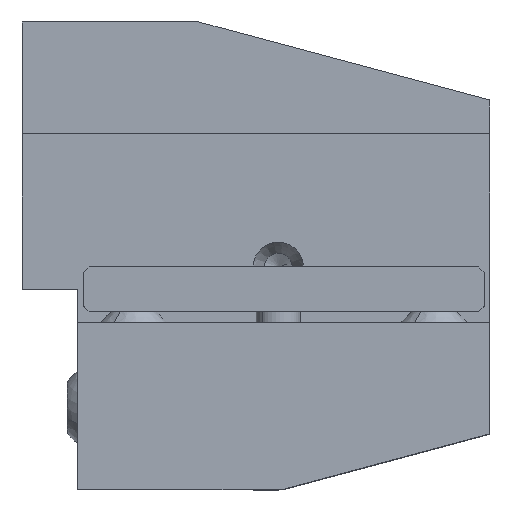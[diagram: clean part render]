
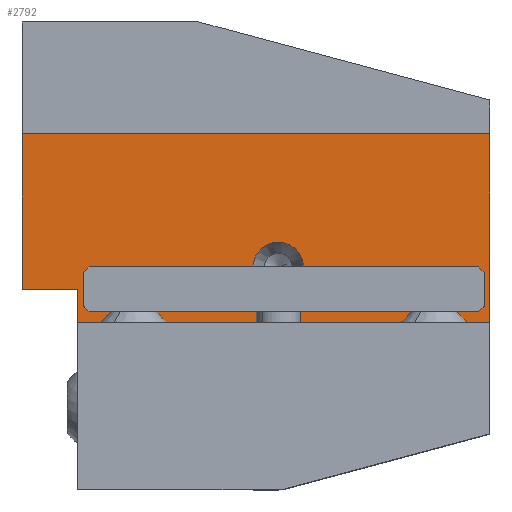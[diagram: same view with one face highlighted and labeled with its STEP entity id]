
A CAD part, top view. The second image highlights one B-rep face of the part: STEP entity #2792.
In plain terms, the highlighted planar face has unit normal (0, 0, 1).
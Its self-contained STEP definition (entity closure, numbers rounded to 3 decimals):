
#237 = DIRECTION ( 'NONE',  ( 0., 0., -1. ) ) ;
#294 = DIRECTION ( 'NONE',  ( 0., -1., 0. ) ) ;
#390 = VERTEX_POINT ( 'NONE', #5539 ) ;
#393 = EDGE_CURVE ( 'NONE', #506, #1578, #5560, .T. ) ;
#506 = VERTEX_POINT ( 'NONE', #1626 ) ;
#606 = CARTESIAN_POINT ( 'NONE',  ( -38.049, -8.271, 44.462 ) ) ;
#663 = DIRECTION ( 'NONE',  ( 0., 0., -1. ) ) ;
#684 = DIRECTION ( 'NONE',  ( -1., 0., 0. ) ) ;
#738 = VERTEX_POINT ( 'NONE', #3667 ) ;
#781 = ORIENTED_EDGE ( 'NONE', *, *, #1555, .T. ) ;
#847 = CARTESIAN_POINT ( 'NONE',  ( -35.799, -8.271, 44.462 ) ) ;
#938 = EDGE_CURVE ( 'NONE', #738, #1848, #1075, .T. ) ;
#973 = FACE_OUTER_BOUND ( 'NONE', #7004, .T. ) ;
#1075 = LINE ( 'NONE', #2556, #7181 ) ;
#1083 = CARTESIAN_POINT ( 'NONE',  ( -56.049, -10.271, 44.462 ) ) ;
#1334 = EDGE_CURVE ( 'NONE', #738, #5817, #6702, .T. ) ;
#1457 = ORIENTED_EDGE ( 'NONE', *, *, #1334, .F. ) ;
#1555 = EDGE_CURVE ( 'NONE', #1578, #506, #4097, .T. ) ;
#1559 = LINE ( 'NONE', #5165, #7487 ) ;
#1567 = ORIENTED_EDGE ( 'NONE', *, *, #4895, .T. ) ;
#1578 = VERTEX_POINT ( 'NONE', #847 ) ;
#1626 = CARTESIAN_POINT ( 'NONE',  ( -40.299, -8.271, 44.462 ) ) ;
#1700 = CARTESIAN_POINT ( 'NONE',  ( -19.049, -10.271, 44.462 ) ) ;
#1772 = EDGE_LOOP ( 'NONE', ( #5845, #781 ) ) ;
#1848 = VERTEX_POINT ( 'NONE', #4574 ) ;
#2076 = EDGE_CURVE ( 'NONE', #5669, #6980, #7341, .T. ) ;
#2344 = CARTESIAN_POINT ( 'NONE',  ( -38.049, -8.271, 44.462 ) ) ;
#2452 = AXIS2_PLACEMENT_3D ( 'NONE', #3108, #3416, #3461 ) ;
#2455 = DIRECTION ( 'NONE',  ( -1., 0., 0. ) ) ;
#2556 = CARTESIAN_POINT ( 'NONE',  ( -19.049, 3.801, 44.462 ) ) ;
#2613 = DIRECTION ( 'NONE',  ( -1., 0., 0. ) ) ;
#2792 = ADVANCED_FACE ( 'NONE', ( #4002, #973 ), #2837, .F. ) ;
#2807 = VECTOR ( 'NONE', #5483, 1000. ) ;
#2815 = ORIENTED_EDGE ( 'NONE', *, *, #938, .T. ) ;
#2837 = PLANE ( 'NONE',  #2452 ) ;
#2949 = DIRECTION ( 'NONE',  ( -1., 0., 0. ) ) ;
#3108 = CARTESIAN_POINT ( 'NONE',  ( -19.049, 3.801, 44.462 ) ) ;
#3179 = LINE ( 'NONE', #4941, #6103 ) ;
#3416 = DIRECTION ( 'NONE',  ( 0., 0., -1. ) ) ;
#3461 = DIRECTION ( 'NONE',  ( -1., 0., 0. ) ) ;
#3667 = CARTESIAN_POINT ( 'NONE',  ( -19.049, 3.801, 44.462 ) ) ;
#3817 = VECTOR ( 'NONE', #294, 1000. ) ;
#4002 = FACE_BOUND ( 'NONE', #1772, .T. ) ;
#4008 = ORIENTED_EDGE ( 'NONE', *, *, #6129, .F. ) ;
#4059 = ORIENTED_EDGE ( 'NONE', *, *, #2076, .F. ) ;
#4097 = CIRCLE ( 'NONE', #4391, 2.25 ) ;
#4391 = AXIS2_PLACEMENT_3D ( 'NONE', #606, #663, #684 ) ;
#4471 = AXIS2_PLACEMENT_3D ( 'NONE', #2344, #237, #2455 ) ;
#4574 = CARTESIAN_POINT ( 'NONE',  ( -61.049, 3.801, 44.462 ) ) ;
#4599 = LINE ( 'NONE', #5562, #2807 ) ;
#4895 = EDGE_CURVE ( 'NONE', #1848, #6980, #4599, .T. ) ;
#4941 = CARTESIAN_POINT ( 'NONE',  ( -19.049, -13.343, 44.462 ) ) ;
#5165 = CARTESIAN_POINT ( 'NONE',  ( -56.049, 3.801, 44.462 ) ) ;
#5483 = DIRECTION ( 'NONE',  ( 0., -1., 0. ) ) ;
#5517 = EDGE_CURVE ( 'NONE', #5669, #390, #1559, .T. ) ;
#5539 = CARTESIAN_POINT ( 'NONE',  ( -56.049, -13.343, 44.462 ) ) ;
#5560 = CIRCLE ( 'NONE', #4471, 2.25 ) ;
#5562 = CARTESIAN_POINT ( 'NONE',  ( -61.049, 3.801, 44.462 ) ) ;
#5612 = VECTOR ( 'NONE', #6108, 1000. ) ;
#5669 = VERTEX_POINT ( 'NONE', #1083 ) ;
#5817 = VERTEX_POINT ( 'NONE', #6660 ) ;
#5845 = ORIENTED_EDGE ( 'NONE', *, *, #393, .T. ) ;
#6103 = VECTOR ( 'NONE', #2949, 1000. ) ;
#6108 = DIRECTION ( 'NONE',  ( -1., 0., 0. ) ) ;
#6129 = EDGE_CURVE ( 'NONE', #5817, #390, #3179, .T. ) ;
#6149 = CARTESIAN_POINT ( 'NONE',  ( -61.049, -10.271, 44.462 ) ) ;
#6494 = DIRECTION ( 'NONE',  ( 0., -1., 0. ) ) ;
#6660 = CARTESIAN_POINT ( 'NONE',  ( -19.049, -13.343, 44.462 ) ) ;
#6702 = LINE ( 'NONE', #7216, #3817 ) ;
#6892 = ORIENTED_EDGE ( 'NONE', *, *, #5517, .T. ) ;
#6980 = VERTEX_POINT ( 'NONE', #6149 ) ;
#7004 = EDGE_LOOP ( 'NONE', ( #4059, #6892, #4008, #1457, #2815, #1567 ) ) ;
#7181 = VECTOR ( 'NONE', #2613, 1000. ) ;
#7216 = CARTESIAN_POINT ( 'NONE',  ( -19.049, 3.801, 44.462 ) ) ;
#7341 = LINE ( 'NONE', #1700, #5612 ) ;
#7487 = VECTOR ( 'NONE', #6494, 1000. ) ;
